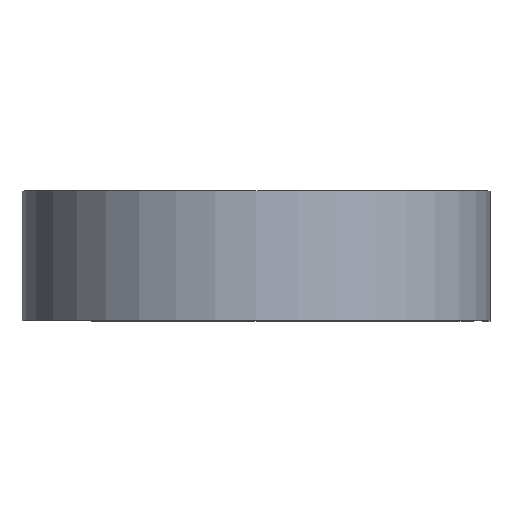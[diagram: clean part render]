
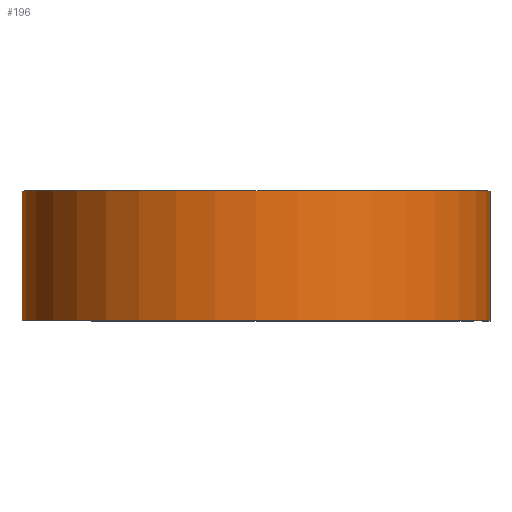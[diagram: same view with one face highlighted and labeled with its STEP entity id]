
A CAD part, top view. The second image highlights one B-rep face of the part: STEP entity #196.
In plain terms, the highlighted cylindrical face has radius 40.107 mm (diameter 80.213 mm), a partial arc.
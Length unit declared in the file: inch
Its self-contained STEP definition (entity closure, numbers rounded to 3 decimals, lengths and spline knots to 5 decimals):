
#3 = CARTESIAN_POINT ( 'NONE',  ( 1.579, 0.4375, 0. ) ) ;
#20 = VERTEX_POINT ( 'NONE', #386 ) ;
#23 = DIRECTION ( 'NONE',  ( 0., 1., 0. ) ) ;
#50 = DIRECTION ( 'NONE',  ( 0., -1., 0. ) ) ;
#84 = VERTEX_POINT ( 'NONE', #584 ) ;
#98 = CARTESIAN_POINT ( 'NONE',  ( 1.579, 0.4375, 0. ) ) ;
#163 = CARTESIAN_POINT ( 'NONE',  ( 0., 0.4375, 0. ) ) ;
#196 = ADVANCED_FACE ( 'NONE', ( #409 ), #593, .T. ) ;
#214 = EDGE_CURVE ( 'NONE', #558, #84, #589, .T. ) ;
#238 = AXIS2_PLACEMENT_3D ( 'NONE', #163, #577, #491 ) ;
#247 = CARTESIAN_POINT ( 'NONE',  ( 0., -0.4375, 0. ) ) ;
#275 = EDGE_CURVE ( 'NONE', #717, #84, #551, .T. ) ;
#287 = AXIS2_PLACEMENT_3D ( 'NONE', #471, #721, #724 ) ;
#340 = ORIENTED_EDGE ( 'NONE', *, *, #614, .F. ) ;
#376 = VECTOR ( 'NONE', #50, 39.37008 ) ;
#383 = LINE ( 'NONE', #493, #376 ) ;
#386 = CARTESIAN_POINT ( 'NONE',  ( 0., 0.4375, -1.579 ) ) ;
#409 = FACE_OUTER_BOUND ( 'NONE', #524, .T. ) ;
#419 = DIRECTION ( 'NONE',  ( 0., -1., 0. ) ) ;
#435 = CIRCLE ( 'NONE', #238, 1.579 ) ;
#454 = AXIS2_PLACEMENT_3D ( 'NONE', #247, #23, #465 ) ;
#465 = DIRECTION ( 'NONE',  ( 1., 0., 0. ) ) ;
#471 = CARTESIAN_POINT ( 'NONE',  ( 0., 0.4375, 0. ) ) ;
#491 = DIRECTION ( 'NONE',  ( 1., 0., 0. ) ) ;
#493 = CARTESIAN_POINT ( 'NONE',  ( 0., 0.4375, -1.579 ) ) ;
#524 = EDGE_LOOP ( 'NONE', ( #673, #563, #340, #712 ) ) ;
#551 = CIRCLE ( 'NONE', #454, 1.579 ) ;
#558 = VERTEX_POINT ( 'NONE', #3 ) ;
#563 = ORIENTED_EDGE ( 'NONE', *, *, #214, .F. ) ;
#574 = VECTOR ( 'NONE', #419, 39.37008 ) ;
#577 = DIRECTION ( 'NONE',  ( 0., 1., 0. ) ) ;
#584 = CARTESIAN_POINT ( 'NONE',  ( 1.579, -0.4375, 0. ) ) ;
#589 = LINE ( 'NONE', #98, #574 ) ;
#593 = CYLINDRICAL_SURFACE ( 'NONE', #287, 1.579 ) ;
#612 = CARTESIAN_POINT ( 'NONE',  ( 0., -0.4375, -1.579 ) ) ;
#614 = EDGE_CURVE ( 'NONE', #20, #558, #435, .T. ) ;
#631 = EDGE_CURVE ( 'NONE', #20, #717, #383, .T. ) ;
#673 = ORIENTED_EDGE ( 'NONE', *, *, #275, .T. ) ;
#712 = ORIENTED_EDGE ( 'NONE', *, *, #631, .T. ) ;
#717 = VERTEX_POINT ( 'NONE', #612 ) ;
#721 = DIRECTION ( 'NONE',  ( 0., -1., 0. ) ) ;
#724 = DIRECTION ( 'NONE',  ( 0., 0., -1. ) ) ;
